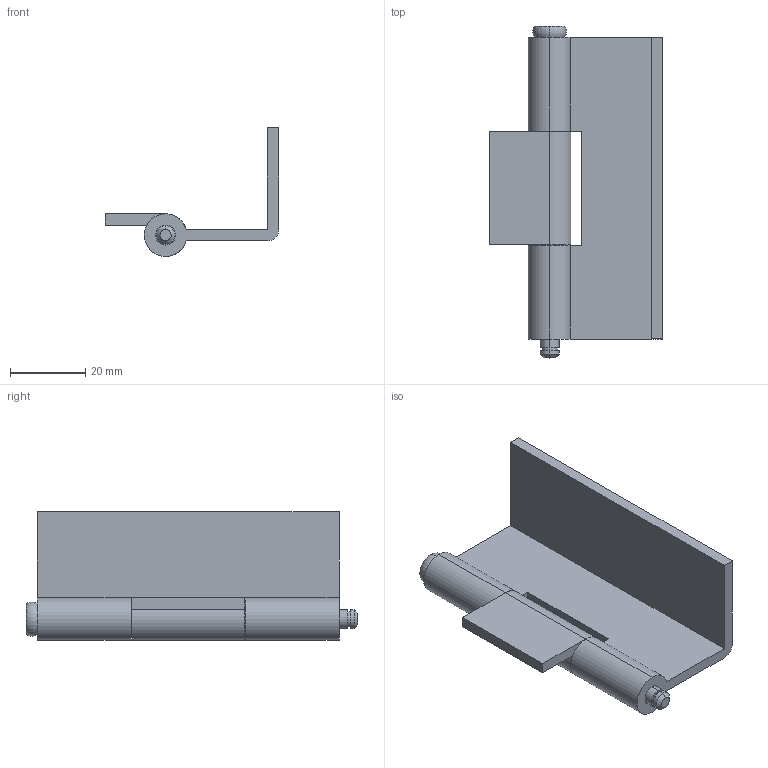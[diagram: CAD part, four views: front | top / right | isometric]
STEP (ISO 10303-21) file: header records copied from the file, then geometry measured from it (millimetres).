
FILE_DESCRIPTION (( 'STEP AP203' ), '1' );
FILE_NAME ('B-1535-1.STEP', '2008-12-26T07:04:29', ( ' ' ), ( ' ' ), 'SwSTEP 2.0', 'SolidWorks 2007', '' );
FILE_SCHEMA (( 'CONFIG_CONTROL_DESIGN' ));
Length unit declared in the file: millimetre
Products named in the file (4): B-1535-1; B-1535僺儞__棉太倌; B-1535僸儞僕A__棉太倌; B-1535僸儞僕B__B-1535-1
Assembly tree (3 placements, depth 2):
  B-1535-1
    B-1535僸儞僕A__棉太倌
    B-1535僸儞僕B__B-1535-1
    B-1535僺儞__棉太倌
Bounding box: 46 x 88 x 34.15 mm (x, y, z)
Volume: 21120.2 mm3; surface area: 15412 mm2
Topology: 3 solids, 3 shells, 45 faces, 106 edges, 70 vertices
Faces by surface type: cylinder 21, plane 20, torus 2, cone 2
Entity records: 1740 total; most frequent: DIRECTION 258, CARTESIAN_POINT 227, ORIENTED_EDGE 212, EDGE_CURVE 106, AXIS2_PLACEMENT_3D 101, VERTEX_POINT 70, VECTOR 56, LINE 56
